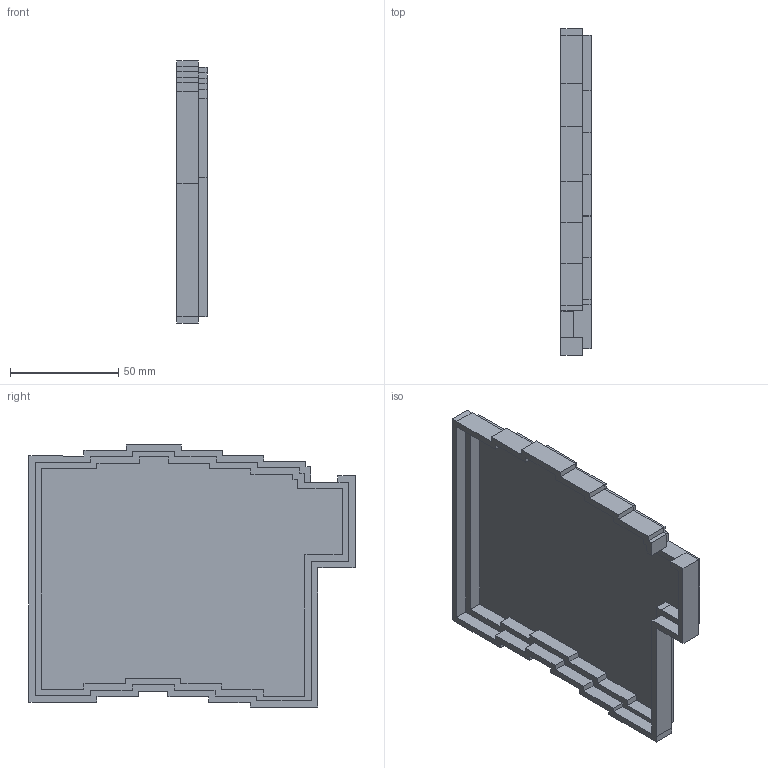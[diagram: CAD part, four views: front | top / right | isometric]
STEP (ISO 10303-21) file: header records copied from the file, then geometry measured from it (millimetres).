
FILE_DESCRIPTION(/* description */ (''),/* implementation_level */ '2;1');
FILE_NAME(/* name */ 'Left BOTTOM.step',/* time_stamp */ '2025-12-11T19:54:11+05:30',/* author */ (''),/* organization */ (''),/* preprocessor_version */ 'ST-DEVELOPER v20.1',/* originating_system */ 'Autodesk Translation Framework v14.21.0.0',/* authorisation */ '');
FILE_SCHEMA (('AUTOMOTIVE_DESIGN { 1 0 10303 214 3 1 1 }'));
Length unit declared in the file: millimetre
Products named in the file (1): 2025-12-10-17-15-21-390
Bounding box: 14 x 150.75 x 121 mm (x, y, z)
Volume: 53693.7 mm3; surface area: 45642.9 mm2
Topology: 1 solids, 1 shells, 134 faces, 391 edges, 260 vertices
Faces by surface type: plane 134
Entity records: 4372 total; most frequent: CARTESIAN_POINT 786, ORIENTED_EDGE 782, DIRECTION 661, LINE 391, VECTOR 391, EDGE_CURVE 391, VERTEX_POINT 260, EDGE_LOOP 135
